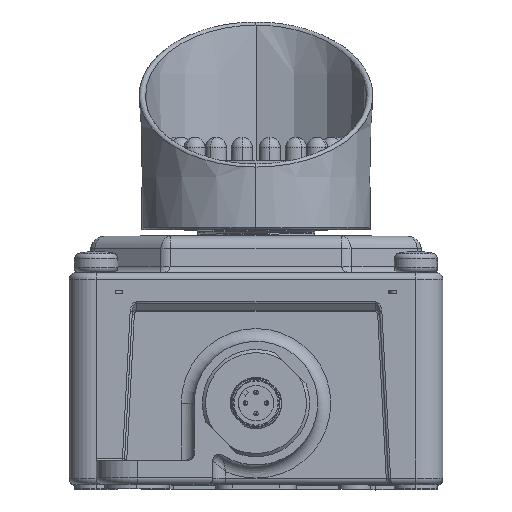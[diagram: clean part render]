
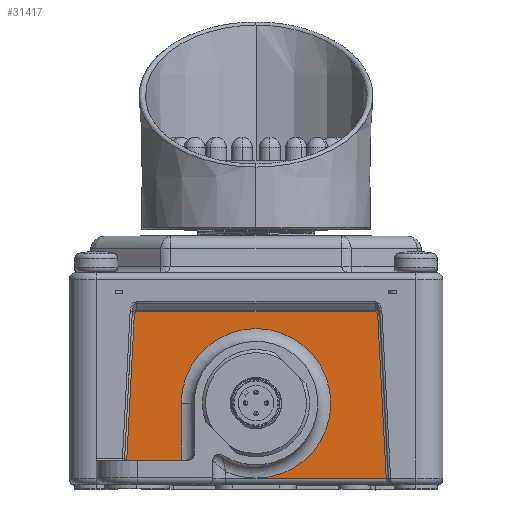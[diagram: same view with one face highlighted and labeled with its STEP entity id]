
A CAD part, top view. The second image highlights one B-rep face of the part: STEP entity #31417.
In plain terms, the highlighted planar face has unit normal (0, 0, 1).
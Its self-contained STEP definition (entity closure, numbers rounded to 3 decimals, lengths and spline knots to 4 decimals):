
#5806=DIRECTION('',(0.052,-0.999,0.));
#5807=VECTOR('',#5806,1.5073);
#5808=CARTESIAN_POINT('',(1.1229,1.5652,2.45));
#5809=LINE('',#5808,#5807);
#5810=DIRECTION('',(1.,0.,0.));
#5811=VECTOR('',#5810,1.2018);
#5812=CARTESIAN_POINT('',(0.,0.06,2.45));
#5813=LINE('',#5812,#5811);
#5814=CARTESIAN_POINT('',(0.,0.75,2.45));
#5815=DIRECTION('',(0.,0.,1.));
#5816=DIRECTION('',(0.,-1.,0.));
#5817=AXIS2_PLACEMENT_3D('',#5814,#5815,#5816);
#5819=DIRECTION('',(0.,-1.,0.));
#5820=VECTOR('',#5819,0.525);
#5821=CARTESIAN_POINT('',(-0.69,0.75,2.45));
#5822=LINE('',#5821,#5820);
#5823=CARTESIAN_POINT('',(-1.1924,0.225,2.45));
#5824=CARTESIAN_POINT('',(-1.178,0.225,2.45));
#5825=CARTESIAN_POINT('',(-1.1501,0.225,2.45));
#5826=CARTESIAN_POINT('',(-1.1113,0.225,2.45));
#5827=CARTESIAN_POINT('',(-1.0754,0.225,2.45));
#5828=CARTESIAN_POINT('',(-1.042,0.225,2.45));
#5829=CARTESIAN_POINT('',(-1.0111,0.225,2.45));
#5830=CARTESIAN_POINT('',(-0.9823,0.225,2.45));
#5831=CARTESIAN_POINT('',(-0.9557,0.225,2.45));
#5832=CARTESIAN_POINT('',(-0.9309,0.225,2.45));
#5833=CARTESIAN_POINT('',(-0.908,0.225,2.45));
#5834=CARTESIAN_POINT('',(-0.8867,0.225,2.45));
#5835=CARTESIAN_POINT('',(-0.8669,0.225,2.45));
#5836=CARTESIAN_POINT('',(-0.8486,0.225,2.45));
#5837=CARTESIAN_POINT('',(-0.8317,0.225,2.45));
#5838=CARTESIAN_POINT('',(-0.816,0.225,2.45));
#5839=CARTESIAN_POINT('',(-0.8014,0.225,2.45));
#5840=CARTESIAN_POINT('',(-0.7878,0.225,2.45));
#5841=CARTESIAN_POINT('',(-0.7751,0.225,2.45));
#5842=CARTESIAN_POINT('',(-0.7635,0.225,2.45));
#5843=CARTESIAN_POINT('',(-0.753,0.225,2.45));
#5844=CARTESIAN_POINT('',(-0.7433,0.225,
2.45));
#5845=CARTESIAN_POINT('',(-0.7341,0.225,
2.45));
#5846=CARTESIAN_POINT('',(-0.7253,0.225,
2.45));
#5847=CARTESIAN_POINT('',(-0.7165,0.225,
2.45));
#5848=CARTESIAN_POINT('',(-0.7077,0.2251,
2.45));
#5849=CARTESIAN_POINT('',(-0.6988,0.2251,
2.45));
#5850=CARTESIAN_POINT('',(-0.6929,0.225,
2.45));
#5851=CARTESIAN_POINT('',(-0.69,0.225,
2.45));
#5853=CARTESIAN_POINT('',(-1.1924,0.24,2.45));
#5854=DIRECTION('',(0.,0.,-1.));
#5855=DIRECTION('',(0.,-1.,0.));
#5856=AXIS2_PLACEMENT_3D('',#5853,#5854,#5855);
#5858=DIRECTION('',(0.052,0.999,0.));
#5859=VECTOR('',#5858,1.342);
#5860=CARTESIAN_POINT('',(-1.1932,0.225,
2.45));
#5861=LINE('',#5860,#5859);
#5862=CARTESIAN_POINT('',(-1.1229,1.5652,2.45));
#5863=CARTESIAN_POINT('',(-1.1229,1.5667,2.45));
#5864=CARTESIAN_POINT('',(-1.1226,1.5696,2.45));
#5865=CARTESIAN_POINT('',(-1.1218,1.5738,2.45));
#5866=CARTESIAN_POINT('',(-1.1206,1.5778,2.45));
#5867=CARTESIAN_POINT('',(-1.1192,1.5813,2.45));
#5868=CARTESIAN_POINT('',(-1.1176,1.5844,2.45));
#5869=CARTESIAN_POINT('',(-1.1159,1.587,2.45));
#5870=CARTESIAN_POINT('',(-1.1141,1.5892,2.45));
#5871=CARTESIAN_POINT('',(-1.1123,1.591,2.45));
#5872=CARTESIAN_POINT('',(-1.1105,1.5924,2.45));
#5873=CARTESIAN_POINT('',(-1.1087,1.5935,2.45));
#5874=CARTESIAN_POINT('',(-1.107,1.5943,2.45));
#5875=CARTESIAN_POINT('',(-1.1053,1.5949,2.45));
#5876=CARTESIAN_POINT('',(-1.1036,1.5952,2.45));
#5877=CARTESIAN_POINT('',(-1.1025,1.5953,2.45));
#5878=CARTESIAN_POINT('',(-1.102,1.5953,2.45));
#5880=DIRECTION('',(1.,0.,0.));
#5881=VECTOR('',#5880,2.204);
#5882=CARTESIAN_POINT('',(-1.102,1.5953,2.45));
#5883=LINE('',#5882,#5881);
#5884=CARTESIAN_POINT('',(1.102,1.5953,2.45));
#5885=CARTESIAN_POINT('',(1.1025,1.5953,2.45));
#5886=CARTESIAN_POINT('',(1.1036,1.5952,2.45));
#5887=CARTESIAN_POINT('',(1.1053,1.5949,2.45));
#5888=CARTESIAN_POINT('',(1.107,1.5943,2.45));
#5889=CARTESIAN_POINT('',(1.1087,1.5935,2.45));
#5890=CARTESIAN_POINT('',(1.1105,1.5924,2.45));
#5891=CARTESIAN_POINT('',(1.1123,1.591,2.45));
#5892=CARTESIAN_POINT('',(1.1141,1.5892,2.45));
#5893=CARTESIAN_POINT('',(1.1159,1.587,2.45));
#5894=CARTESIAN_POINT('',(1.1176,1.5844,2.45));
#5895=CARTESIAN_POINT('',(1.1192,1.5813,2.45));
#5896=CARTESIAN_POINT('',(1.1206,1.5778,2.45));
#5897=CARTESIAN_POINT('',(1.1218,1.5738,2.45));
#5898=CARTESIAN_POINT('',(1.1226,1.5696,2.45));
#5899=CARTESIAN_POINT('',(1.1229,1.5667,2.45));
#5900=CARTESIAN_POINT('',(1.1229,1.5652,2.45));
#6046=CARTESIAN_POINT('',(1.2018,0.06,2.45));
#6901=CARTESIAN_POINT('',(-0.69,0.225,
2.45));
#22284=CARTESIAN_POINT('',(-0.69,0.75,2.45));
#22285=VERTEX_POINT('',#22284);
#22293=VERTEX_POINT('',#6901);
#22360=CARTESIAN_POINT('',(0.,0.06,2.45));
#22361=VERTEX_POINT('',#22360);
#23547=VERTEX_POINT('',#6046);
#23549=CARTESIAN_POINT('',(1.1229,1.5652,2.45));
#23550=VERTEX_POINT('',#23549);
#23553=VERTEX_POINT('',#5884);
#23555=CARTESIAN_POINT('',(-1.102,1.5953,2.45));
#23556=VERTEX_POINT('',#23555);
#23559=VERTEX_POINT('',#5862);
#23563=CARTESIAN_POINT('',(-1.1932,0.225,
2.45));
#23564=VERTEX_POINT('',#23563);
#23577=CARTESIAN_POINT('',(-1.1924,0.225,2.45));
#23578=VERTEX_POINT('',#23577);
#31391=CARTESIAN_POINT('',(0.,0.,2.45));
#31392=DIRECTION('',(0.,0.,1.));
#31393=DIRECTION('',(1.,0.,0.));
#31394=AXIS2_PLACEMENT_3D('',#31391,#31392,#31393);
#31395=PLANE('',#31394);
#31397=ORIENTED_EDGE('',*,*,#31396,.T.);
#31399=ORIENTED_EDGE('',*,*,#31398,.F.);
#31401=ORIENTED_EDGE('',*,*,#31400,.T.);
#31403=ORIENTED_EDGE('',*,*,#31402,.T.);
#31405=ORIENTED_EDGE('',*,*,#31404,.F.);
#31407=ORIENTED_EDGE('',*,*,#31406,.T.);
#31409=ORIENTED_EDGE('',*,*,#31408,.T.);
#31410=ORIENTED_EDGE('',*,*,#31381,.T.);
#31412=ORIENTED_EDGE('',*,*,#31411,.T.);
#31414=ORIENTED_EDGE('',*,*,#31413,.T.);
#31415=EDGE_LOOP('',(#31397,#31399,#31401,#31403,#31405,#31407,#31409,#31410,
#31412,#31414));
#31416=FACE_OUTER_BOUND('',#31415,.F.);
#31417=ADVANCED_FACE('',(#31416),#31395,.T.);
#5818=CIRCLE('',#5817,0.69);
#5852=B_SPLINE_CURVE_WITH_KNOTS('',3,(#5823,#5824,#5825,#5826,#5827,#5828,#5829,
#5830,#5831,#5832,#5833,#5834,#5835,#5836,#5837,#5838,#5839,#5840,#5841,#5842,
#5843,#5844,#5845,#5846,#5847,#5848,#5849,#5850,#5851),.UNSPECIFIED.,.F.,.F.,(4,
1,1,1,1,1,1,1,1,1,1,1,1,1,1,1,1,1,1,1,1,1,1,1,1,1,4),(0.,0.0385,
0.0769,0.1154,0.1538,0.1923,
0.2308,0.2692,0.3077,0.3462,
0.3846,0.4231,0.4615,0.5,0.5385,
0.5769,0.6154,0.6538,0.6923,
0.7308,0.7692,0.8077,0.8462,
0.8846,0.9231,0.9615,1.),.UNSPECIFIED.);
#5857=CIRCLE('',#5856,0.015);
#5879=B_SPLINE_CURVE_WITH_KNOTS('',3,(#5862,#5863,#5864,#5865,#5866,#5867,#5868,
#5869,#5870,#5871,#5872,#5873,#5874,#5875,#5876,#5877,#5878),.UNSPECIFIED.,.F.,
.F.,(4,1,1,1,1,1,1,1,1,1,1,1,1,1,4),(0.,0.0714,0.1429,
0.2143,0.2857,0.3571,0.4286,0.5,
0.5714,0.6429,0.7143,0.7857,
0.8571,0.9286,1.),.UNSPECIFIED.);
#5901=B_SPLINE_CURVE_WITH_KNOTS('',3,(#5884,#5885,#5886,#5887,#5888,#5889,#5890,
#5891,#5892,#5893,#5894,#5895,#5896,#5897,#5898,#5899,#5900),.UNSPECIFIED.,.F.,
.F.,(4,1,1,1,1,1,1,1,1,1,1,1,1,1,4),(0.,0.0714,0.1429,
0.2143,0.2857,0.3571,0.4286,0.5,
0.5714,0.6429,0.7143,0.7857,
0.8571,0.9286,1.),.UNSPECIFIED.);
#31381=EDGE_CURVE('',#23559,#23556,#5879,.T.);
#31396=EDGE_CURVE('',#23550,#23547,#5809,.T.);
#31398=EDGE_CURVE('',#22361,#23547,#5813,.T.);
#31400=EDGE_CURVE('',#22361,#22285,#5818,.T.);
#31402=EDGE_CURVE('',#22285,#22293,#5822,.T.);
#31404=EDGE_CURVE('',#23578,#22293,#5852,.T.);
#31406=EDGE_CURVE('',#23578,#23564,#5857,.T.);
#31408=EDGE_CURVE('',#23564,#23559,#5861,.T.);
#31411=EDGE_CURVE('',#23556,#23553,#5883,.T.);
#31413=EDGE_CURVE('',#23553,#23550,#5901,.T.);
